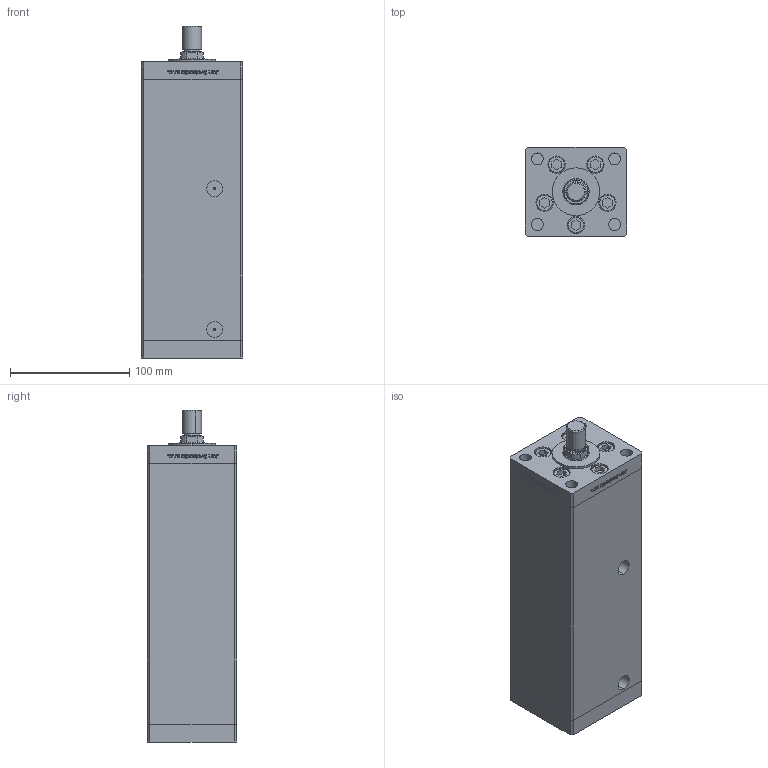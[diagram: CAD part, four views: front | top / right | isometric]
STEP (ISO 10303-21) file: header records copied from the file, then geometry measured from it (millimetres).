
FILE_DESCRIPTION (( 'STEP AP203' ), '1' );
FILE_NAME ('b1aa.STEP', '2020-10-15T09:35:09', ( '' ), ( '' ), 'SwSTEP 2.0', 'SolidWorks 2019', '' );
FILE_SCHEMA (( 'CONFIG_CONTROL_DESIGN' ));
Length unit declared in the file: millimetre
Products named in the file (7): V220C_FRONT_B 5bfb28fa400471c81250ef23235261db; V220CC_MALE_METRIC 5bfb28fa400471c81250ef23235261db; V220C_B_VC 5bfb28fa400471c81250ef23235261db; V220C BACK_B 5bfb28fa400471c81250ef23235261db; V220C_B MIDDLE 5bfb28fa400471c81250ef23235261db; b1aa; ALLEN BOLT 5bfb28fa400471c81250ef23235261db
Assembly tree (15 placements, depth 2):
  b1aa
    V220C_B MIDDLE 5bfb28fa400471c81250ef23235261db
    V220C_B_VC 5bfb28fa400471c81250ef23235261db
    V220C BACK_B 5bfb28fa400471c81250ef23235261db
    V220C_FRONT_B 5bfb28fa400471c81250ef23235261db
    ALLEN BOLT 5bfb28fa400471c81250ef23235261db  x10
    V220CC_MALE_METRIC 5bfb28fa400471c81250ef23235261db
Bounding box: 85 x 75 x 278.5 mm (x, y, z)
Volume: 1385303.2 mm3; surface area: 197193.5 mm2
Topology: 15 solids, 15 shells, 1191 faces, 2973 edges, 1949 vertices
Faces by surface type: bspline 484, plane 466, cylinder 147, cone 52, torus 42
Entity records: 52434 total; most frequent: CARTESIAN_POINT 30227, ORIENTED_EDGE 5114, DIRECTION 2889, EDGE_CURVE 2557, VERTEX_POINT 1697, VECTOR 1323, LINE 1323, EDGE_LOOP 1158
